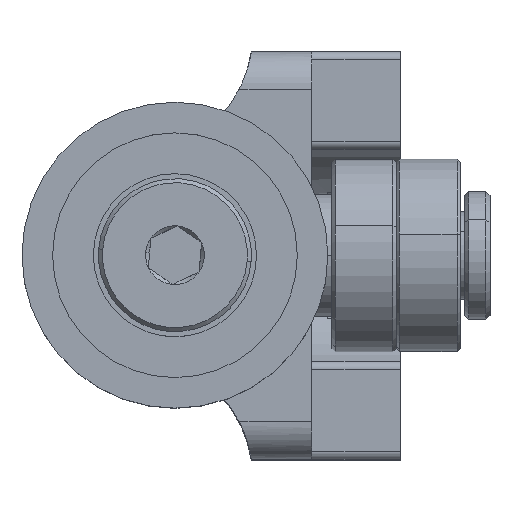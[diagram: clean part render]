
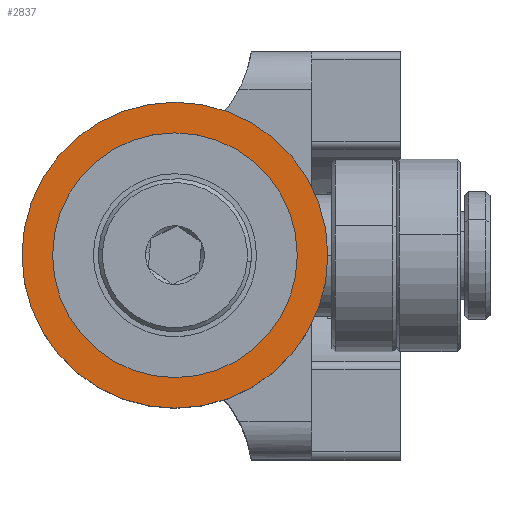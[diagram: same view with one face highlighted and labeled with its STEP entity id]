
A CAD part, top view. The second image highlights one B-rep face of the part: STEP entity #2837.
In plain terms, the highlighted planar face has unit normal (0, 0, 1).
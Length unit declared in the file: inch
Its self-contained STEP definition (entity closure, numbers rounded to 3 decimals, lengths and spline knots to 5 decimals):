
#96 = CARTESIAN_POINT ( 'NONE',  ( 0.375, 0., 0.14063 ) ) ;
#192 = DIRECTION ( 'NONE',  ( 0., 0., -1. ) ) ;
#1452 = FACE_BOUND ( 'NONE', #6137, .T. ) ;
#1576 = CARTESIAN_POINT ( 'NONE',  ( 0.3, 0., 0.14063 ) ) ;
#1677 = EDGE_LOOP ( 'NONE', ( #10473, #1948 ) ) ;
#1745 = AXIS2_PLACEMENT_3D ( 'NONE', #9693, #10783, #2551 ) ;
#1948 = ORIENTED_EDGE ( 'NONE', *, *, #11119, .F. ) ;
#2196 = VERTEX_POINT ( 'NONE', #3775 ) ;
#2551 = DIRECTION ( 'NONE',  ( -1., 0., 0. ) ) ;
#2837 = ADVANCED_FACE ( 'NONE', ( #6030, #1452 ), #11744, .F. ) ;
#2892 = CARTESIAN_POINT ( 'NONE',  ( 0., 0., 0.14063 ) ) ;
#3278 = AXIS2_PLACEMENT_3D ( 'NONE', #11836, #5363, #6493 ) ;
#3626 = CIRCLE ( 'NONE', #5164, 0.3 ) ;
#3712 = CARTESIAN_POINT ( 'NONE',  ( 0.3, 0., 0.14063 ) ) ;
#3775 = CARTESIAN_POINT ( 'NONE',  ( -0.3, 0., 0.14063 ) ) ;
#4030 = CIRCLE ( 'NONE', #1745, 0.375 ) ;
#4120 = EDGE_CURVE ( 'NONE', #4320, #2196, #5750, .T. ) ;
#4275 = CARTESIAN_POINT ( 'NONE',  ( 0., 0., 0.14063 ) ) ;
#4320 = VERTEX_POINT ( 'NONE', #3712 ) ;
#4547 = VERTEX_POINT ( 'NONE', #6998 ) ;
#5056 = DIRECTION ( 'NONE',  ( 0., 0., -1. ) ) ;
#5164 = AXIS2_PLACEMENT_3D ( 'NONE', #4275, #10710, #11741 ) ;
#5289 = ORIENTED_EDGE ( 'NONE', *, *, #4120, .T. ) ;
#5363 = DIRECTION ( 'NONE',  ( 0., 0., -1. ) ) ;
#5750 = CIRCLE ( 'NONE', #10725, 0.3 ) ;
#5782 = ORIENTED_EDGE ( 'NONE', *, *, #8527, .T. ) ;
#6030 = FACE_OUTER_BOUND ( 'NONE', #1677, .T. ) ;
#6137 = EDGE_LOOP ( 'NONE', ( #5782, #5289 ) ) ;
#6493 = DIRECTION ( 'NONE',  ( -1., 0., 0. ) ) ;
#6928 = CIRCLE ( 'NONE', #3278, 0.375 ) ;
#6998 = CARTESIAN_POINT ( 'NONE',  ( -0.375, 0., 0.14063 ) ) ;
#8002 = DIRECTION ( 'NONE',  ( -1., 0., 0. ) ) ;
#8388 = AXIS2_PLACEMENT_3D ( 'NONE', #1576, #5056, #8002 ) ;
#8527 = EDGE_CURVE ( 'NONE', #2196, #4320, #3626, .T. ) ;
#9693 = CARTESIAN_POINT ( 'NONE',  ( 0., 0., 0.14063 ) ) ;
#10091 = DIRECTION ( 'NONE',  ( -1., 0., 0. ) ) ;
#10262 = VERTEX_POINT ( 'NONE', #96 ) ;
#10473 = ORIENTED_EDGE ( 'NONE', *, *, #10537, .F. ) ;
#10537 = EDGE_CURVE ( 'NONE', #4547, #10262, #4030, .T. ) ;
#10710 = DIRECTION ( 'NONE',  ( 0., 0., -1. ) ) ;
#10725 = AXIS2_PLACEMENT_3D ( 'NONE', #2892, #192, #10091 ) ;
#10783 = DIRECTION ( 'NONE',  ( 0., 0., -1. ) ) ;
#11119 = EDGE_CURVE ( 'NONE', #10262, #4547, #6928, .T. ) ;
#11741 = DIRECTION ( 'NONE',  ( -1., 0., 0. ) ) ;
#11744 = PLANE ( 'NONE',  #8388 ) ;
#11836 = CARTESIAN_POINT ( 'NONE',  ( 0., 0., 0.14063 ) ) ;
